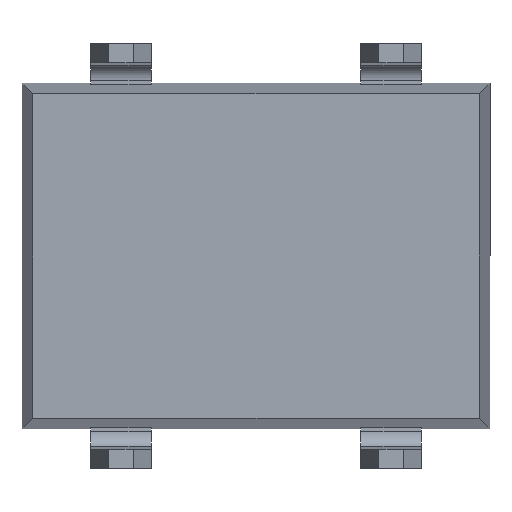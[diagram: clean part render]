
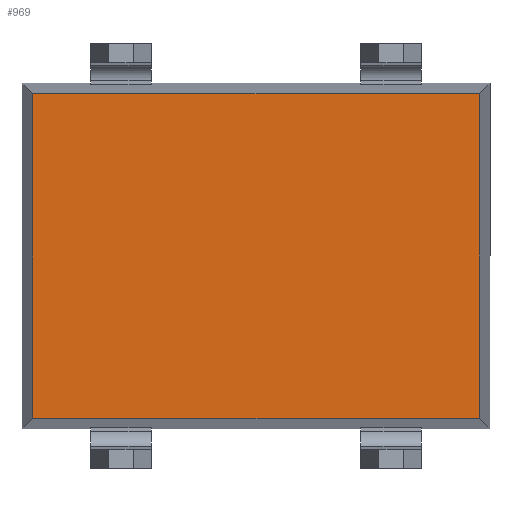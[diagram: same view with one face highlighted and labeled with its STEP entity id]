
A CAD part, front view. The second image highlights one B-rep face of the part: STEP entity #969.
In plain terms, the highlighted planar face has unit normal (0, -1, 0).
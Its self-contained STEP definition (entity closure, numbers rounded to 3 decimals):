
#20 = DIRECTION ( 'NONE',  ( 0., 1., 0. ) ) ;
#401 = CARTESIAN_POINT ( 'NONE',  ( -1.657, 1.27, -0.763 ) ) ;
#461 = VERTEX_POINT ( 'NONE', #4513 ) ;
#576 = CARTESIAN_POINT ( 'NONE',  ( 0., 1.27, -0.763 ) ) ;
#730 = VERTEX_POINT ( 'NONE', #19148 ) ;
#969 = ADVANCED_FACE ( 'NONE', ( #11251 ), #20769, .F. ) ;
#1508 = EDGE_CURVE ( 'NONE', #461, #730, #3329, .T. ) ;
#1729 = DIRECTION ( 'NONE',  ( -1., 0., 0. ) ) ;
#3329 = LINE ( 'NONE', #16060, #4166 ) ;
#3722 = ORIENTED_EDGE ( 'NONE', *, *, #13344, .T. ) ;
#4166 = VECTOR ( 'NONE', #6444, 1000. ) ;
#4513 = CARTESIAN_POINT ( 'NONE',  ( -1.657, 1.27, -6.857 ) ) ;
#4804 = EDGE_CURVE ( 'NONE', #730, #7131, #8148, .T. ) ;
#4822 = DIRECTION ( 'NONE',  ( 0., 0., 1. ) ) ;
#4969 = EDGE_CURVE ( 'NONE', #7131, #10513, #10146, .T. ) ;
#5106 = CARTESIAN_POINT ( 'NONE',  ( 6.737, 1.27, -0.763 ) ) ;
#6444 = DIRECTION ( 'NONE',  ( 1., 0., 0. ) ) ;
#7131 = VERTEX_POINT ( 'NONE', #5106 ) ;
#8148 = LINE ( 'NONE', #19295, #18213 ) ;
#8545 = LINE ( 'NONE', #18701, #14450 ) ;
#9661 = EDGE_LOOP ( 'NONE', ( #11511, #10799, #3722, #19232 ) ) ;
#10146 = LINE ( 'NONE', #576, #17541 ) ;
#10513 = VERTEX_POINT ( 'NONE', #401 ) ;
#10799 = ORIENTED_EDGE ( 'NONE', *, *, #4969, .T. ) ;
#11160 = DIRECTION ( 'NONE',  ( 0., 0., 1. ) ) ;
#11251 = FACE_OUTER_BOUND ( 'NONE', #9661, .T. ) ;
#11511 = ORIENTED_EDGE ( 'NONE', *, *, #4804, .T. ) ;
#13344 = EDGE_CURVE ( 'NONE', #10513, #461, #8545, .T. ) ;
#13511 = DIRECTION ( 'NONE',  ( 0., 0., -1. ) ) ;
#14450 = VECTOR ( 'NONE', #13511, 1000. ) ;
#16060 = CARTESIAN_POINT ( 'NONE',  ( 0., 1.27, -6.857 ) ) ;
#17541 = VECTOR ( 'NONE', #1729, 1000. ) ;
#17809 = CARTESIAN_POINT ( 'NONE',  ( 0., 1.27, 0. ) ) ;
#18213 = VECTOR ( 'NONE', #4822, 1000. ) ;
#18701 = CARTESIAN_POINT ( 'NONE',  ( -1.657, 1.27, 0. ) ) ;
#19148 = CARTESIAN_POINT ( 'NONE',  ( 6.737, 1.27, -6.857 ) ) ;
#19232 = ORIENTED_EDGE ( 'NONE', *, *, #1508, .T. ) ;
#19295 = CARTESIAN_POINT ( 'NONE',  ( 6.737, 1.27, 0. ) ) ;
#20121 = AXIS2_PLACEMENT_3D ( 'NONE', #17809, #20, #11160 ) ;
#20769 = PLANE ( 'NONE',  #20121 ) ;
